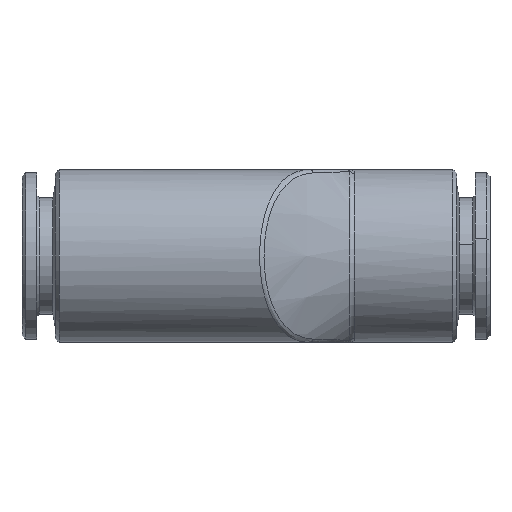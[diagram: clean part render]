
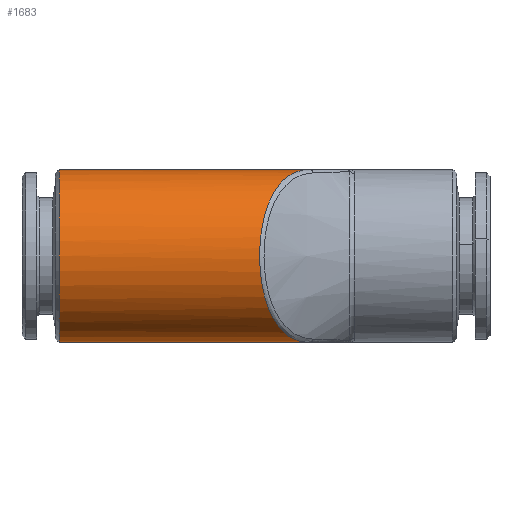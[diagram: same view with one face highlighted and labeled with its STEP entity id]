
A CAD part, left-side view. The second image highlights one B-rep face of the part: STEP entity #1683.
In plain terms, the highlighted cylindrical face has radius 7 mm (diameter 14 mm), a partial arc.
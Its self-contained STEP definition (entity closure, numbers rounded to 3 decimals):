
#1481 = VERTEX_POINT ( 'NONE', #2601 ) ;
#1541 = VERTEX_POINT ( 'NONE', #2679 ) ;
#1560 = EDGE_CURVE ( 'NONE', #1481, #1680, #2697, .T. ) ;
#1585 = EDGE_CURVE ( 'NONE', #1541, #1631, #3946, .T. ) ;
#1631 = VERTEX_POINT ( 'NONE', #2829 ) ;
#1674 = EDGE_CURVE ( 'NONE', #1680, #1691, #2912, .T. ) ;
#1675 = ORIENTED_EDGE ( 'NONE', *, *, #1585, .F. ) ;
#1676 = EDGE_CURVE ( 'NONE', #1691, #1690, #2980, .T. ) ;
#1677 = ORIENTED_EDGE ( 'NONE', *, *, #1684, .F. ) ;
#1678 = ORIENTED_EDGE ( 'NONE', *, *, #1692, .F. ) ;
#1680 = VERTEX_POINT ( 'NONE', #3031 ) ;
#1683 = ADVANCED_FACE ( 'NONE', ( #3021 ), #3011, .T. ) ;
#1684 = EDGE_CURVE ( 'NONE', #1631, #1690, #3005, .T. ) ;
#1687 = ORIENTED_EDGE ( 'NONE', *, *, #1674, .T. ) ;
#1690 = VERTEX_POINT ( 'NONE', #3038 ) ;
#1691 = VERTEX_POINT ( 'NONE', #3006 ) ;
#1692 = EDGE_CURVE ( 'NONE', #1481, #1541, #2994, .T. ) ;
#1693 = ORIENTED_EDGE ( 'NONE', *, *, #1560, .T. ) ;
#1694 = EDGE_LOOP ( 'NONE', ( #1675, #1678, #1693, #1687, #1695, #1677 ) ) ;
#1695 = ORIENTED_EDGE ( 'NONE', *, *, #1676, .T. ) ;
#2601 = CARTESIAN_POINT ( 'NONE',  ( -7.25, 33.2, -7. ) ) ;
#2617 = DIRECTION ( 'NONE',  ( 0., -1., 0. ) ) ;
#2679 = CARTESIAN_POINT ( 'NONE',  ( -7.25, 33.2, 7. ) ) ;
#2695 = VECTOR ( 'NONE', #2617, 1000. ) ;
#2696 = CARTESIAN_POINT ( 'NONE',  ( -7.25, 23.5, -7. ) ) ;
#2697 = LINE ( 'NONE', #2696, #2695 ) ;
#2829 = CARTESIAN_POINT ( 'NONE',  ( -7.25, 21.768, 7. ) ) ;
#2861 = CARTESIAN_POINT ( 'NONE',  ( -13.064, 16.364, 3.905 ) ) ;
#2862 = CARTESIAN_POINT ( 'NONE',  ( -13.194, 16.43, 3.705 ) ) ;
#2863 = CARTESIAN_POINT ( 'NONE',  ( -13.434, 16.552, 3.288 ) ) ;
#2864 = CARTESIAN_POINT ( 'NONE',  ( -13.843, 16.757, 2.402 ) ) ;
#2880 = CARTESIAN_POINT ( 'NONE',  ( -13.546, 16.608, 3.07 ) ) ;
#2909 = DIRECTION ( 'NONE',  ( 0., -1., 0. ) ) ;
#2910 = VECTOR ( 'NONE', #2909, 1000. ) ;
#2911 = CARTESIAN_POINT ( 'NONE',  ( -7.25, 23.5, -7. ) ) ;
#2912 = LINE ( 'NONE', #2911, #2910 ) ;
#2939 = CARTESIAN_POINT ( 'NONE',  ( -12.629, 16.14, -4.504 ) ) ;
#2940 = CARTESIAN_POINT ( 'NONE',  ( -12.319, 15.978, -4.85 ) ) ;
#2941 = CARTESIAN_POINT ( 'NONE',  ( -11.807, 15.704, -5.319 ) ) ;
#2942 = CARTESIAN_POINT ( 'NONE',  ( -11.629, 15.608, -5.466 ) ) ;
#2943 = CARTESIAN_POINT ( 'NONE',  ( -11.266, 15.41, -5.738 ) ) ;
#2944 = CARTESIAN_POINT ( 'NONE',  ( -11.081, 15.307, -5.863 ) ) ;
#2945 = CARTESIAN_POINT ( 'NONE',  ( -10.512, 14.987, -6.21 ) ) ;
#2946 = CARTESIAN_POINT ( 'NONE',  ( -10.115, 14.759, -6.401 ) ) ;
#2947 = CARTESIAN_POINT ( 'NONE',  ( -8.893, 14.032, -6.86 ) ) ;
#2948 = CARTESIAN_POINT ( 'NONE',  ( -13.995, 16.832, 1.937 ) ) ;
#2949 = CARTESIAN_POINT ( 'NONE',  ( -14.149, 16.907, 1.211 ) ) ;
#2950 = CARTESIAN_POINT ( 'NONE',  ( -14.188, 16.927, 0.964 ) ) ;
#2951 = CARTESIAN_POINT ( 'NONE',  ( -14.239, 16.951, 0.471 ) ) ;
#2952 = CARTESIAN_POINT ( 'NONE',  ( -14.263, 16.963, -0.022 ) ) ;
#2953 = CARTESIAN_POINT ( 'NONE',  ( -14.235, 16.95, -0.516 ) ) ;
#2954 = CARTESIAN_POINT ( 'NONE',  ( -14.181, 16.923, -1.01 ) ) ;
#2955 = CARTESIAN_POINT ( 'NONE',  ( -14.141, 16.903, -1.257 ) ) ;
#2956 = CARTESIAN_POINT ( 'NONE',  ( -13.983, 16.826, -1.978 ) ) ;
#2957 = CARTESIAN_POINT ( 'NONE',  ( -13.829, 16.75, -2.44 ) ) ;
#2958 = CARTESIAN_POINT ( 'NONE',  ( -13.529, 16.6, -3.103 ) ) ;
#2959 = CARTESIAN_POINT ( 'NONE',  ( -13.417, 16.543, -3.321 ) ) ;
#2960 = CARTESIAN_POINT ( 'NONE',  ( -13.175, 16.42, -3.736 ) ) ;
#2961 = CARTESIAN_POINT ( 'NONE',  ( -13.044, 16.354, -3.934 ) ) ;
#2976 = CARTESIAN_POINT ( 'NONE',  ( -8.07, 13.511, -7. ) ) ;
#2977 = CARTESIAN_POINT ( 'NONE',  ( -7.25, 12.944, -7. ) ) ;
#2980 = B_SPLINE_CURVE_WITH_KNOTS ( 'NONE', 3,
 ( #2977, #2976, #2947, #2946, #2945, #2944, #2943, #2942, #2941, #2940, #2939, #2961, #2960, #2959, #2958, #2957, #2956, #2955, #2954, #2953, #2952, #2951, #2950, #2949, #2948, #2864, #2880, #2863, #2862, #2861, #3018, #3019, #3020, #3013, #3041, #3032, #3039, #3040, #3042, #3001, #3010, #3009, #2998, #2997, #3014 ),
 .UNSPECIFIED., .F., .F.,
 ( 4, 2, 2, 2, 2, 2, 2, 2, 2, 2, 1, 2, 2, 2, 2, 2, 2, 2, 2, 2, 2, 2, 4 ),
 ( 0., 0.003, 0.004, 0.005, 0.006, 0.007, 0.008, 0.009, 0.01, 0.011, 0.012, 0.013, 0.013, 0.015, 0.015, 0.016, 0.017, 0.018, 0.019, 0.02, 0.021, 0.022, 0.024 ),
 .UNSPECIFIED. ) ;
#2994 = CIRCLE ( 'NONE', #3030, 7. ) ;
#2997 = CARTESIAN_POINT ( 'NONE',  ( -7.661, 13.228, 7. ) ) ;
#2998 = CARTESIAN_POINT ( 'NONE',  ( -8.074, 13.502, 6.964 ) ) ;
#3001 = CARTESIAN_POINT ( 'NONE',  ( -9.924, 14.645, 6.473 ) ) ;
#3002 = DIRECTION ( 'NONE',  ( 0., -1., 0. ) ) ;
#3003 = VECTOR ( 'NONE', #3002, 1000. ) ;
#3004 = CARTESIAN_POINT ( 'NONE',  ( -7.25, 23.5, 7. ) ) ;
#3005 = LINE ( 'NONE', #3004, #3003 ) ;
#3006 = CARTESIAN_POINT ( 'NONE',  ( -7.25, 12.944, -7. ) ) ;
#3009 = CARTESIAN_POINT ( 'NONE',  ( -8.906, 14.032, 6.814 ) ) ;
#3010 = CARTESIAN_POINT ( 'NONE',  ( -9.319, 14.285, 6.701 ) ) ;
#3011 = CYLINDRICAL_SURFACE ( 'NONE', #3012, 7. ) ;
#3012 = AXIS2_PLACEMENT_3D ( 'NONE', #3017, #3016, #3015 ) ;
#3013 = CARTESIAN_POINT ( 'NONE',  ( -12.163, 15.894, 4.992 ) ) ;
#3014 = CARTESIAN_POINT ( 'NONE',  ( -7.25, 12.944, 7. ) ) ;
#3015 = DIRECTION ( 'NONE',  ( 0., 0., -1. ) ) ;
#3016 = DIRECTION ( 'NONE',  ( 0., -1., 0. ) ) ;
#3017 = CARTESIAN_POINT ( 'NONE',  ( -7.25, 23.5, 0. ) ) ;
#3018 = CARTESIAN_POINT ( 'NONE',  ( -12.787, 16.221, 4.289 ) ) ;
#3019 = CARTESIAN_POINT ( 'NONE',  ( -12.64, 16.145, 4.473 ) ) ;
#3020 = CARTESIAN_POINT ( 'NONE',  ( -12.327, 15.981, 4.825 ) ) ;
#3021 = FACE_OUTER_BOUND ( 'NONE', #1694, .T. ) ;
#3027 = DIRECTION ( 'NONE',  ( 0., 0., -1. ) ) ;
#3028 = DIRECTION ( 'NONE',  ( 0., 1., 0. ) ) ;
#3029 = CARTESIAN_POINT ( 'NONE',  ( -7.25, 33.2, 0. ) ) ;
#3030 = AXIS2_PLACEMENT_3D ( 'NONE', #3029, #3028, #3027 ) ;
#3031 = CARTESIAN_POINT ( 'NONE',  ( -7.25, 21.768, -7. ) ) ;
#3032 = CARTESIAN_POINT ( 'NONE',  ( -11.291, 15.425, 5.733 ) ) ;
#3038 = CARTESIAN_POINT ( 'NONE',  ( -7.25, 12.944, 7. ) ) ;
#3039 = CARTESIAN_POINT ( 'NONE',  ( -10.717, 15.103, 6.085 ) ) ;
#3040 = CARTESIAN_POINT ( 'NONE',  ( -10.52, 14.991, 6.193 ) ) ;
#3041 = CARTESIAN_POINT ( 'NONE',  ( -11.653, 15.622, 5.461 ) ) ;
#3042 = CARTESIAN_POINT ( 'NONE',  ( -10.124, 14.763, 6.386 ) ) ;
#3944 = DIRECTION ( 'NONE',  ( 0., -1., 0. ) ) ;
#3945 = CARTESIAN_POINT ( 'NONE',  ( -7.25, 23.5, 7. ) ) ;
#3946 = LINE ( 'NONE', #3945, #3958 ) ;
#3958 = VECTOR ( 'NONE', #3944, 1000. ) ;
